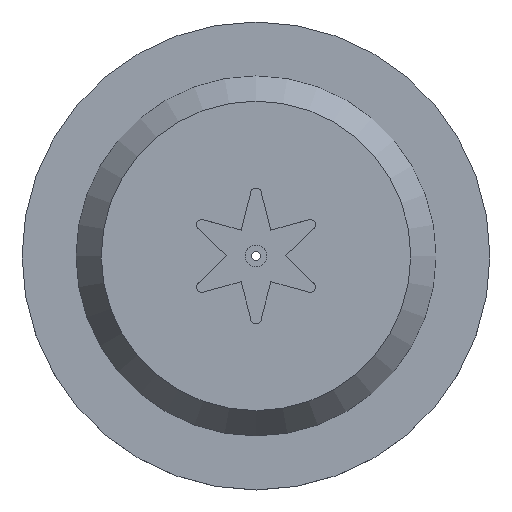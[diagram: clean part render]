
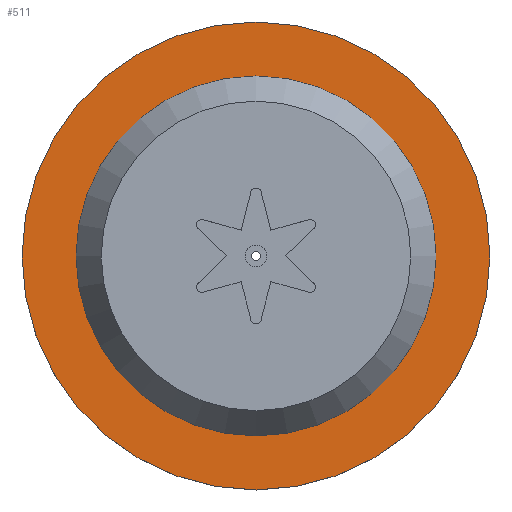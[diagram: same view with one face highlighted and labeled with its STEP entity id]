
A CAD part, top view. The second image highlights one B-rep face of the part: STEP entity #511.
In plain terms, the highlighted planar face has unit normal (0, 0, 1).
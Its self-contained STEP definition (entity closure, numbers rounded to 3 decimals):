
#21=FACE_BOUND('',#103,.T.);
#39=PLANE('',#576);
#68=FACE_OUTER_BOUND('',#102,.T.);
#102=EDGE_LOOP('',(#471));
#103=EDGE_LOOP('',(#472));
#217=CIRCLE('',#571,50.);
#219=CIRCLE('',#575,65.);
#263=VERTEX_POINT('',#862);
#265=VERTEX_POINT('',#869);
#331=EDGE_CURVE('',#263,#263,#217,.T.);
#333=EDGE_CURVE('',#265,#265,#219,.T.);
#471=ORIENTED_EDGE('',*,*,#333,.T.);
#472=ORIENTED_EDGE('',*,*,#331,.T.);
#511=ADVANCED_FACE('',(#68,#21),#39,.T.);
#571=AXIS2_PLACEMENT_3D('',#864,#715,#716);
#575=AXIS2_PLACEMENT_3D('',#870,#723,#724);
#576=AXIS2_PLACEMENT_3D('',#872,#726,#727);
#715=DIRECTION('center_axis',(0.,0.,-1.));
#716=DIRECTION('ref_axis',(1.,0.,0.));
#723=DIRECTION('center_axis',(0.,0.,1.));
#724=DIRECTION('ref_axis',(1.,0.,0.));
#726=DIRECTION('center_axis',(0.,0.,1.));
#727=DIRECTION('ref_axis',(1.,0.,0.));
#862=CARTESIAN_POINT('',(-50.,0.,5.));
#864=CARTESIAN_POINT('Origin',(0.,0.,5.));
#869=CARTESIAN_POINT('',(-65.,0.,5.));
#870=CARTESIAN_POINT('Origin',(0.,0.,5.));
#872=CARTESIAN_POINT('Origin',(0.,0.,5.));
